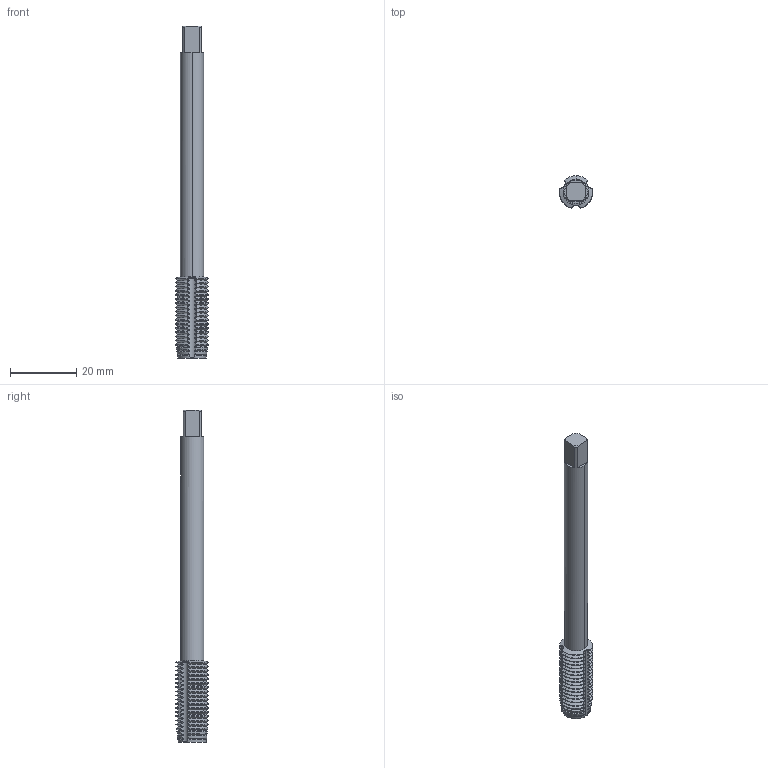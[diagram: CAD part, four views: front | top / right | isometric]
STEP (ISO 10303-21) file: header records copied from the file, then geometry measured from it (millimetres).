
FILE_DESCRIPTION(('no description'),'unknown implementation level');
FILE_NAME('solid68OcuO4Sl4ValkFWlw6OIiYDRMk_1.STP',' ',('CIM GmbH Aachen'),('CADClick - KiM GmbH - www.kimweb.de'),'unknown preprocess','ACIS','unknown authorization');
FILE_SCHEMA(('automotive_design'));
Length unit declared in the file: millimetre
Products named in the file (2): 1; 2
Bounding box: 10 x 9.79 x 100 mm (x, y, z)
Volume: 4384.3 mm3; surface area: 4062.4 mm2
Topology: 2 solids, 2 shells, 415 faces, 1150 edges, 739 vertices
Faces by surface type: cone 216, cylinder 179, plane 17, torus 3
Entity records: 27718 total; most frequent: CARTESIAN_POINT 4445, STYLED_ITEM 2306, PRESENTATION_STYLE_ASSIGNMENT 2306, COLOUR_RGB 2306, ORIENTED_EDGE 2300, DIRECTION 2177, EDGE_CURVE 1150, CURVE_STYLE 1150
